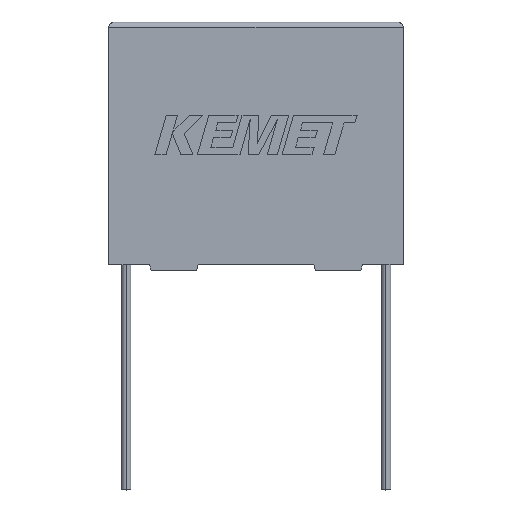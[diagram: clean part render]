
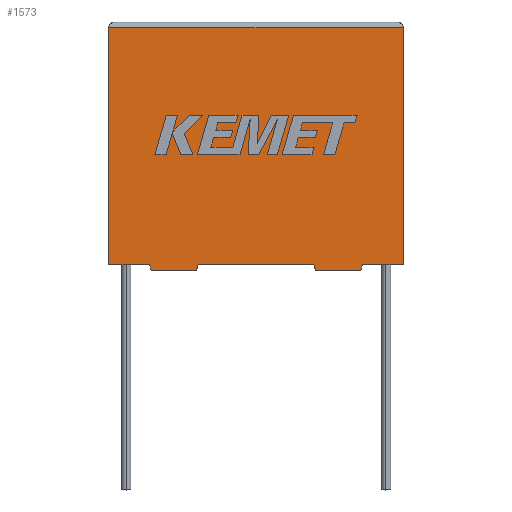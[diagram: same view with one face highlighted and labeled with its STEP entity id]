
A CAD part, top view. The second image highlights one B-rep face of the part: STEP entity #1573.
In plain terms, the highlighted planar face has unit normal (0, 0, 1).
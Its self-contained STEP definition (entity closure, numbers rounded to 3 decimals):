
#10 = EDGE_CURVE ( 'NONE', #615, #2555, #2686, .T. ) ;
#27 = EDGE_CURVE ( 'NONE', #2530, #1023, #2926, .T. ) ;
#55 = ORIENTED_EDGE ( 'NONE', *, *, #653, .T. ) ;
#237 = LINE ( 'NONE', #2460, #859 ) ;
#241 = CARTESIAN_POINT ( 'NONE',  ( 3.69, -0.5, 12.5 ) ) ;
#279 = CARTESIAN_POINT ( 'NONE',  ( 3.69, -0.5, 12.5 ) ) ;
#294 = LINE ( 'NONE', #431, #1230 ) ;
#301 = VERTEX_POINT ( 'NONE', #1816 ) ;
#405 = LINE ( 'NONE', #2942, #2990 ) ;
#411 = EDGE_LOOP ( 'NONE', ( #55, #2557, #845, #1310, #1377, #847, #1827, #2406, #2176, #1059, #1720, #969 ) ) ;
#431 = CARTESIAN_POINT ( 'NONE',  ( 25.5, 0., 12.5 ) ) ;
#493 = VERTEX_POINT ( 'NONE', #2311 ) ;
#494 = CARTESIAN_POINT ( 'NONE',  ( 0., 0., 12.5 ) ) ;
#509 = LINE ( 'NONE', #2886, #717 ) ;
#582 = DIRECTION ( 'NONE',  ( -1., 0., 0. ) ) ;
#615 = VERTEX_POINT ( 'NONE', #1163 ) ;
#646 = VECTOR ( 'NONE', #582, 1000. ) ;
#653 = EDGE_CURVE ( 'NONE', #1489, #1548, #294, .T. ) ;
#676 = LINE ( 'NONE', #1221, #1515 ) ;
#717 = VECTOR ( 'NONE', #2639, 1000. ) ;
#845 = ORIENTED_EDGE ( 'NONE', *, *, #10, .T. ) ;
#847 = ORIENTED_EDGE ( 'NONE', *, *, #27, .T. ) ;
#859 = VECTOR ( 'NONE', #1099, 1000. ) ;
#865 = LINE ( 'NONE', #1078, #2776 ) ;
#877 = EDGE_CURVE ( 'NONE', #1023, #3252, #405, .T. ) ;
#948 = DIRECTION ( 'NONE',  ( 0.287, 0.958, 0. ) ) ;
#969 = ORIENTED_EDGE ( 'NONE', *, *, #1016, .T. ) ;
#970 = CARTESIAN_POINT ( 'NONE',  ( 0., 0., 12.5 ) ) ;
#985 = CARTESIAN_POINT ( 'NONE',  ( 17.909, -0.5, 12.5 ) ) ;
#991 = VECTOR ( 'NONE', #3214, 1000. ) ;
#998 = CARTESIAN_POINT ( 'NONE',  ( 7.591, -0.5, 12.5 ) ) ;
#1011 = CARTESIAN_POINT ( 'NONE',  ( 25.5, 20.5, 12.5 ) ) ;
#1016 = EDGE_CURVE ( 'NONE', #301, #1489, #2869, .T. ) ;
#1023 = VERTEX_POINT ( 'NONE', #998 ) ;
#1026 = LINE ( 'NONE', #2954, #991 ) ;
#1059 = ORIENTED_EDGE ( 'NONE', *, *, #2623, .F. ) ;
#1078 = CARTESIAN_POINT ( 'NONE',  ( 0., 0., 12.5 ) ) ;
#1099 = DIRECTION ( 'NONE',  ( -0.287, -0.958, 0. ) ) ;
#1117 = AXIS2_PLACEMENT_3D ( 'NONE', #494, #2456, #1212 ) ;
#1163 = CARTESIAN_POINT ( 'NONE',  ( 0., 20.5, 12.5 ) ) ;
#1212 = DIRECTION ( 'NONE',  ( -1., 0., 0. ) ) ;
#1221 = CARTESIAN_POINT ( 'NONE',  ( 3.54, 0., 12.5 ) ) ;
#1230 = VECTOR ( 'NONE', #2666, 1000. ) ;
#1237 = VECTOR ( 'NONE', #3032, 1000. ) ;
#1310 = ORIENTED_EDGE ( 'NONE', *, *, #2316, .T. ) ;
#1377 = ORIENTED_EDGE ( 'NONE', *, *, #2611, .T. ) ;
#1419 = DIRECTION ( 'NONE',  ( -1., 0., 0. ) ) ;
#1489 = VERTEX_POINT ( 'NONE', #2080 ) ;
#1492 = CARTESIAN_POINT ( 'NONE',  ( 7.742, 0., 12.5 ) ) ;
#1515 = VECTOR ( 'NONE', #2471, 1000. ) ;
#1530 = EDGE_CURVE ( 'NONE', #1548, #615, #2909, .T. ) ;
#1548 = VERTEX_POINT ( 'NONE', #1011 ) ;
#1573 = ADVANCED_FACE ( 'NONE', ( #2429 ), #2730, .F. ) ;
#1720 = ORIENTED_EDGE ( 'NONE', *, *, #3089, .F. ) ;
#1724 = VERTEX_POINT ( 'NONE', #1895 ) ;
#1782 = VERTEX_POINT ( 'NONE', #2969 ) ;
#1816 = CARTESIAN_POINT ( 'NONE',  ( 21.96, 0., 12.5 ) ) ;
#1818 = CARTESIAN_POINT ( 'NONE',  ( 0., 20.5, 12.5 ) ) ;
#1827 = ORIENTED_EDGE ( 'NONE', *, *, #877, .T. ) ;
#1895 = CARTESIAN_POINT ( 'NONE',  ( 17.758, 0., 12.5 ) ) ;
#1905 = VERTEX_POINT ( 'NONE', #985 ) ;
#1940 = EDGE_CURVE ( 'NONE', #1905, #1724, #1026, .T. ) ;
#2009 = VECTOR ( 'NONE', #2511, 1000. ) ;
#2080 = CARTESIAN_POINT ( 'NONE',  ( 25.5, 0., 12.5 ) ) ;
#2100 = LINE ( 'NONE', #2968, #2465 ) ;
#2176 = ORIENTED_EDGE ( 'NONE', *, *, #1940, .F. ) ;
#2262 = CARTESIAN_POINT ( 'NONE',  ( 0., 0., 12.5 ) ) ;
#2311 = CARTESIAN_POINT ( 'NONE',  ( 3.54, 0., 12.5 ) ) ;
#2316 = EDGE_CURVE ( 'NONE', #2555, #493, #865, .T. ) ;
#2406 = ORIENTED_EDGE ( 'NONE', *, *, #2928, .T. ) ;
#2429 = FACE_OUTER_BOUND ( 'NONE', #411, .T. ) ;
#2456 = DIRECTION ( 'NONE',  ( 0., 0., -1. ) ) ;
#2460 = CARTESIAN_POINT ( 'NONE',  ( 21.96, 0., 12.5 ) ) ;
#2465 = VECTOR ( 'NONE', #1419, 1000. ) ;
#2471 = DIRECTION ( 'NONE',  ( 0.287, -0.958, 0. ) ) ;
#2511 = DIRECTION ( 'NONE',  ( 0., -1., 0. ) ) ;
#2530 = VERTEX_POINT ( 'NONE', #241 ) ;
#2555 = VERTEX_POINT ( 'NONE', #2262 ) ;
#2557 = ORIENTED_EDGE ( 'NONE', *, *, #1530, .T. ) ;
#2611 = EDGE_CURVE ( 'NONE', #493, #2530, #676, .T. ) ;
#2623 = EDGE_CURVE ( 'NONE', #1782, #1905, #2100, .T. ) ;
#2639 = DIRECTION ( 'NONE',  ( 1., 0., 0. ) ) ;
#2666 = DIRECTION ( 'NONE',  ( 0., 1., 0. ) ) ;
#2686 = LINE ( 'NONE', #2749, #2009 ) ;
#2730 = PLANE ( 'NONE',  #1117 ) ;
#2749 = CARTESIAN_POINT ( 'NONE',  ( 0., 0., 12.5 ) ) ;
#2776 = VECTOR ( 'NONE', #3100, 1000. ) ;
#2786 = VECTOR ( 'NONE', #3251, 1000. ) ;
#2869 = LINE ( 'NONE', #970, #2786 ) ;
#2886 = CARTESIAN_POINT ( 'NONE',  ( 0., 0., 12.5 ) ) ;
#2909 = LINE ( 'NONE', #1818, #646 ) ;
#2926 = LINE ( 'NONE', #279, #1237 ) ;
#2928 = EDGE_CURVE ( 'NONE', #3252, #1724, #509, .T. ) ;
#2942 = CARTESIAN_POINT ( 'NONE',  ( 7.591, -0.5, 12.5 ) ) ;
#2954 = CARTESIAN_POINT ( 'NONE',  ( 17.909, -0.5, 12.5 ) ) ;
#2968 = CARTESIAN_POINT ( 'NONE',  ( 21.81, -0.5, 12.5 ) ) ;
#2969 = CARTESIAN_POINT ( 'NONE',  ( 21.81, -0.5, 12.5 ) ) ;
#2990 = VECTOR ( 'NONE', #948, 1000. ) ;
#3032 = DIRECTION ( 'NONE',  ( 1., 0., 0. ) ) ;
#3089 = EDGE_CURVE ( 'NONE', #301, #1782, #237, .T. ) ;
#3100 = DIRECTION ( 'NONE',  ( 1., 0., 0. ) ) ;
#3214 = DIRECTION ( 'NONE',  ( -0.287, 0.958, 0. ) ) ;
#3251 = DIRECTION ( 'NONE',  ( 1., 0., 0. ) ) ;
#3252 = VERTEX_POINT ( 'NONE', #1492 ) ;
